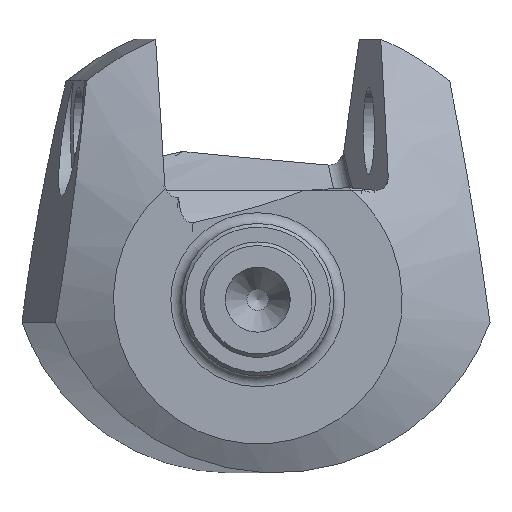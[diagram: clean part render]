
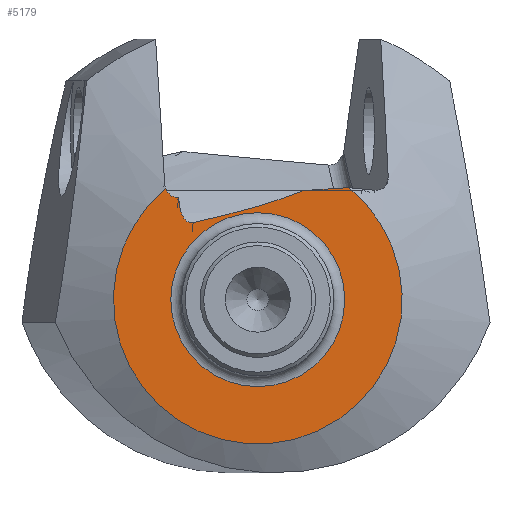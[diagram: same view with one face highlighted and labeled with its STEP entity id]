
A CAD part, left-side view. The second image highlights one B-rep face of the part: STEP entity #5179.
In plain terms, the highlighted planar face has unit normal (-1, 0, 0).
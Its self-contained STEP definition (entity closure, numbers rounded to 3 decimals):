
#14=ELLIPSE('',#5722,390.838,50.);
#15=ELLIPSE('',#5723,168.06,21.5);
#848=B_SPLINE_CURVE_WITH_KNOTS('',3,(#10043,#10044,#10045,#10046,#10047,
#10048,#10049,#10050,#10051,#10052,#10053,#10054,#10055,#10056),
 .UNSPECIFIED.,.F.,.F.,(4,2,2,2,2,2,4),(-1.505,-1.334,
-1.218,-1.178,-1.146,-1.117,
-1.088),.UNSPECIFIED.);
#849=B_SPLINE_CURVE_WITH_KNOTS('',3,(#10058,#10059,#10060,#10061),
 .UNSPECIFIED.,.F.,.F.,(4,4),(1.237,1.239),
 .UNSPECIFIED.);
#850=B_SPLINE_CURVE_WITH_KNOTS('',3,(#10062,#10063,#10064,#10065,#10066,
#10067,#10068,#10069,#10070,#10071),.UNSPECIFIED.,.F.,.F.,(4,2,2,2,4),(1.016,
1.026,1.103,1.177,1.237),
 .UNSPECIFIED.);
#1004=PLANE('',#5720);
#1048=FACE_BOUND('',#1655,.T.);
#1327=FACE_OUTER_BOUND('',#1654,.T.);
#1654=EDGE_LOOP('',(#4623,#4624,#4625,#4626,#4627,#4628));
#1655=EDGE_LOOP('',(#4629));
#1934=CIRCLE('',#5719,12.05);
#1935=CIRCLE('',#5721,20.);
#2411=VERTEX_POINT('',#10032);
#2412=VERTEX_POINT('',#10035);
#2413=VERTEX_POINT('',#10036);
#2414=VERTEX_POINT('',#10038);
#2415=VERTEX_POINT('',#10040);
#2416=VERTEX_POINT('',#10042);
#2417=VERTEX_POINT('',#10057);
#3159=EDGE_CURVE('',#2411,#2411,#1934,.T.);
#3160=EDGE_CURVE('',#2412,#2413,#1935,.T.);
#3161=EDGE_CURVE('',#2412,#2414,#14,.T.);
#3162=EDGE_CURVE('',#2414,#2415,#15,.T.);
#3163=EDGE_CURVE('',#2415,#2416,#848,.F.);
#3164=EDGE_CURVE('',#2416,#2417,#849,.F.);
#3165=EDGE_CURVE('',#2413,#2417,#850,.T.);
#4623=ORIENTED_EDGE('',*,*,#3160,.F.);
#4624=ORIENTED_EDGE('',*,*,#3161,.T.);
#4625=ORIENTED_EDGE('',*,*,#3162,.T.);
#4626=ORIENTED_EDGE('',*,*,#3163,.T.);
#4627=ORIENTED_EDGE('',*,*,#3164,.T.);
#4628=ORIENTED_EDGE('',*,*,#3165,.F.);
#4629=ORIENTED_EDGE('',*,*,#3159,.F.);
#5179=ADVANCED_FACE('',(#1327,#1048),#1004,.F.);
#5719=AXIS2_PLACEMENT_3D('',#10033,#7074,#7075);
#5720=AXIS2_PLACEMENT_3D('',#10034,#7076,#7077);
#5721=AXIS2_PLACEMENT_3D('',#10037,#7078,#7079);
#5722=AXIS2_PLACEMENT_3D('',#10039,#7080,#7081);
#5723=AXIS2_PLACEMENT_3D('',#10041,#7082,#7083);
#7074=DIRECTION('center_axis',(-1.,0.,0.));
#7075=DIRECTION('ref_axis',(0.,0.,-1.));
#7076=DIRECTION('center_axis',(1.,0.,0.));
#7077=DIRECTION('ref_axis',(0.,0.,-1.));
#7078=DIRECTION('center_axis',(1.,0.,0.));
#7079=DIRECTION('ref_axis',(0.,0.,1.));
#7080=DIRECTION('center_axis',(1.,0.,0.));
#7081=DIRECTION('ref_axis',(0.,-1.,0.));
#7082=DIRECTION('center_axis',(1.,0.,0.));
#7083=DIRECTION('ref_axis',(0.,-1.,0.));
#10032=CARTESIAN_POINT('',(-21.4,0.,12.05));
#10033=CARTESIAN_POINT('Origin',(-21.4,0.,0.));
#10034=CARTESIAN_POINT('Origin',(-21.4,-2.76,7.645));
#10035=CARTESIAN_POINT('',(-21.4,-12.614,15.52));
#10036=CARTESIAN_POINT('',(-21.4,12.741,15.417));
#10037=CARTESIAN_POINT('Origin',(-21.4,0.,0.));
#10038=CARTESIAN_POINT('',(-21.4,-6.299,15.115));
#10039=CARTESIAN_POINT('Origin',(-21.4,165.904,60.));
#10040=CARTESIAN_POINT('',(-21.4,8.956,10.679));
#10041=CARTESIAN_POINT('Origin',(-21.4,154.179,21.5));
#10042=CARTESIAN_POINT('',(-21.4,10.955,14.1));
#10043=CARTESIAN_POINT('Ctrl Pts',(-21.4,10.955,14.1));
#10044=CARTESIAN_POINT('Ctrl Pts',(-21.4,10.924,13.489));
#10045=CARTESIAN_POINT('Ctrl Pts',(-21.4,10.842,12.849));
#10046=CARTESIAN_POINT('Ctrl Pts',(-21.4,10.575,11.933));
#10047=CARTESIAN_POINT('Ctrl Pts',(-21.4,10.394,11.505));
#10048=CARTESIAN_POINT('Ctrl Pts',(-21.4,10.071,11.095));
#10049=CARTESIAN_POINT('Ctrl Pts',(-21.4,9.959,10.979));
#10050=CARTESIAN_POINT('Ctrl Pts',(-21.4,9.766,10.831));
#10051=CARTESIAN_POINT('Ctrl Pts',(-21.4,9.655,10.766));
#10052=CARTESIAN_POINT('Ctrl Pts',(-21.4,9.466,10.692));
#10053=CARTESIAN_POINT('Ctrl Pts',(-21.4,9.354,10.665));
#10054=CARTESIAN_POINT('Ctrl Pts',(-21.4,9.163,10.65));
#10055=CARTESIAN_POINT('Ctrl Pts',(-21.4,9.049,10.659));
#10056=CARTESIAN_POINT('Ctrl Pts',(-21.4,8.956,10.679));
#10057=CARTESIAN_POINT('',(-21.4,10.972,14.1));
#10058=CARTESIAN_POINT('Ctrl Pts',(-21.4,10.972,14.1));
#10059=CARTESIAN_POINT('Ctrl Pts',(-21.4,10.967,14.1));
#10060=CARTESIAN_POINT('Ctrl Pts',(-21.4,10.961,14.1));
#10061=CARTESIAN_POINT('Ctrl Pts',(-21.4,10.955,14.1));
#10062=CARTESIAN_POINT('Ctrl Pts',(-21.4,12.741,15.417));
#10063=CARTESIAN_POINT('Ctrl Pts',(-21.4,12.729,15.383));
#10064=CARTESIAN_POINT('Ctrl Pts',(-21.4,12.716,15.349));
#10065=CARTESIAN_POINT('Ctrl Pts',(-21.4,12.606,15.079));
#10066=CARTESIAN_POINT('Ctrl Pts',(-21.4,12.438,14.821));
#10067=CARTESIAN_POINT('Ctrl Pts',(-21.4,12.082,14.468));
#10068=CARTESIAN_POINT('Ctrl Pts',(-21.4,11.836,14.307));
#10069=CARTESIAN_POINT('Ctrl Pts',(-21.4,11.418,14.148));
#10070=CARTESIAN_POINT('Ctrl Pts',(-21.4,11.185,14.102));
#10071=CARTESIAN_POINT('Ctrl Pts',(-21.4,10.972,14.1));
